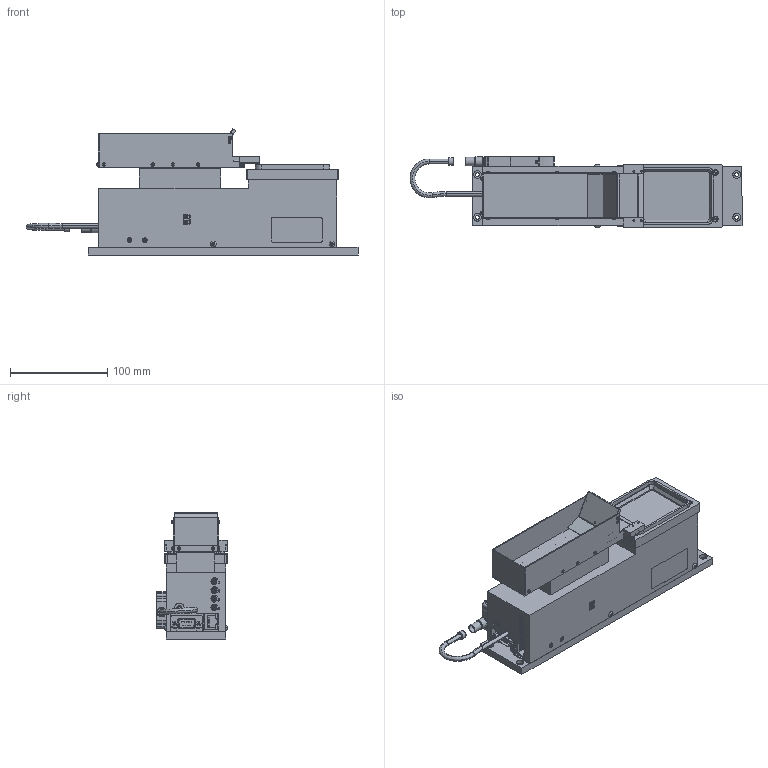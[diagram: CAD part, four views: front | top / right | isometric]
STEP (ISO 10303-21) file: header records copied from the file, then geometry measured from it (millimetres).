
FILE_DESCRIPTION(/* description */ (''),/* implementation_level */ '2;1');
FILE_NAME(/* name */ 'UniFeed 3400_fixation dessus.stp',/* time_stamp */ '2021-03-03T13:43:21+01:00',/* author */ ('MIemmola'),/* organization */ (''),/* preprocessor_version */ 'ST-DEVELOPER v18.1',/* originating_system */ 'Autodesk Inventor 2021',/* authorisation */ '');
FILE_SCHEMA (('AUTOMOTIVE_DESIGN { 1 0 10303 214 3 1 1 }'));
Products named in the file (3): UniFeed 3400_fixation dessus; 7350000_enveloppe_03_Shrinkwrap_1; 7350000_enveloppe_01_Shrinkwrap_1
Assembly tree (2 placements, depth 2):
  UniFeed 3400_fixation dessus
    7350000_enveloppe_03_Shrinkwrap_1
    7350000_enveloppe_01_Shrinkwrap_1
Bounding box: 341.89 x 73 x 129.98 mm (x, y, z)
Volume: 311890.5 mm3; surface area: 288140.4 mm2
Topology: 98 solids, 101 shells, 5103 faces, 14013 edges, 9364 vertices
Faces by surface type: plane 3394, cylinder 1121, cone 206, bspline 203, torus 144, sphere 35
Full cylindrical faces by diameter (mm): 0.08 x3, 0.254 x8, 0.305 x8, 0.35 x121, 0.4 x3, 0.406 x4, 0.457 x4, 0.5 x2, 0.6 x14, 0.66 x4, 0.7 x8, 0.8 x17, 0.813 x12, 0.85 x23, 1 x21, 1.016 x2, 1.15 x9, 1.2 x1, 1.25 x9, 1.5 x2, 1.567 x14, 1.76 x4, 2 x22, 2.013 x4, 2.113 x2, 2.2 x12, 2.4 x2, 2.459 x14, 2.5 x4, 2.6 x2
Entity records: 179060 total; most frequent: CARTESIAN_POINT 41985, ORIENTED_EDGE 27843, DIRECTION 26243, EDGE_CURVE 13923, LINE 9777, VECTOR 9777, VERTEX_POINT 9364, AXIS2_PLACEMENT_3D 8233
